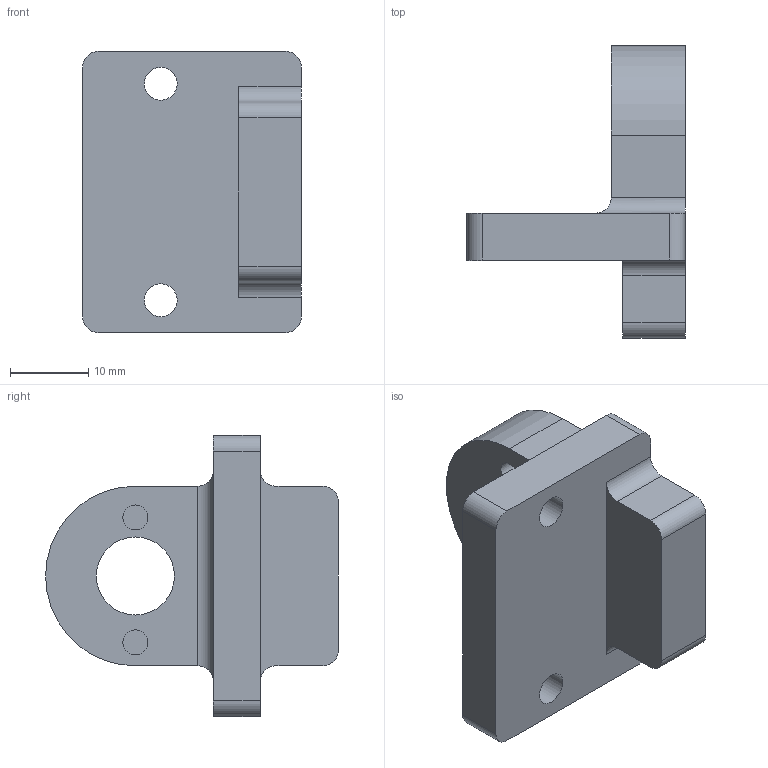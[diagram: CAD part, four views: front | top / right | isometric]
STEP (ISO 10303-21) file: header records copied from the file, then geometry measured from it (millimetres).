
FILE_DESCRIPTION(/* description */ (''),/* implementation_level */ '2;1');
FILE_NAME(/* name */ 'support_codeur.stp',/* time_stamp */ '2025-03-27T22:26:26+01:00',/* author */ ('enezl'),/* organization */ (''),/* preprocessor_version */ 'ST-DEVELOPER v20',/* originating_system */ 'Autodesk Inventor 2025',/* authorisation */ '');
FILE_SCHEMA (('AUTOMOTIVE_DESIGN { 1 0 10303 214 3 1 1 }'));
Length unit declared in the file: millimetre
Products named in the file (1): support_codeur
Bounding box: 28 x 37.5 x 36 mm (x, y, z)
Volume: 10583.7 mm3; surface area: 4897.5 mm2
Topology: 1 solids, 1 shells, 36 faces, 89 edges, 58 vertices
Faces by surface type: cylinder 18, plane 16, cone 2
Full cylindrical faces by diameter (mm): 3.2 x2, 4.2 x2, 10 x1, 15 x1
Entity records: 1132 total; most frequent: DIRECTION 199, CARTESIAN_POINT 184, ORIENTED_EDGE 178, EDGE_CURVE 89, AXIS2_PLACEMENT_3D 73, VERTEX_POINT 58, LINE 53, VECTOR 53
